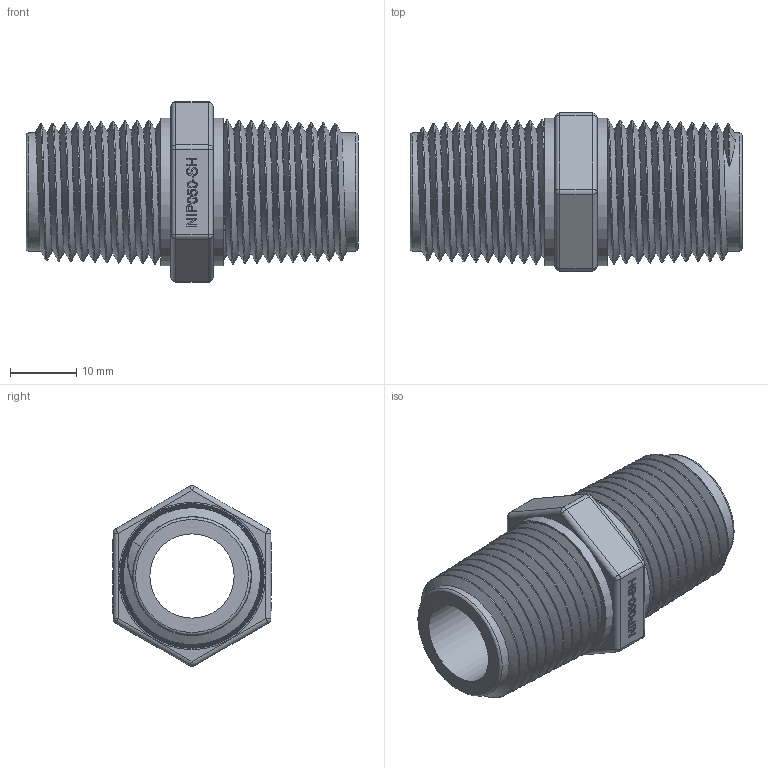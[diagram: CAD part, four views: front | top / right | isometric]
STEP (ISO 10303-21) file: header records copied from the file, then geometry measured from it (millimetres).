
FILE_DESCRIPTION(/* description */ ('1/2" x SHORT POLY NIPPLE'),/* implementation_level */ '2;1');
FILE_NAME(/* name */ 'NIP050-SH.stp',/* time_stamp */ '2023-04-18T15:52:06-04:00',/* author */ ('DLC'),/* organization */ (''),/* preprocessor_version */ 'ST-DEVELOPER v18.1',/* originating_system */ 'Autodesk Inventor 2022',/* authorisation */ '');
FILE_SCHEMA (('AUTOMOTIVE_DESIGN { 1 0 10303 214 3 1 1 }'));
Length unit declared in the file: inch
Products named in the file (2): NIP050-SH; NIP050-SHU
Assembly tree (1 placements, depth 2):
  NIP050-SH
    NIP050-SHU
Bounding box: 50.04 x 23.96 x 27.26 mm (x, y, z)
Volume: 10346.3 mm3; surface area: 7737.9 mm2
Topology: 1 solids, 1 shells, 274 faces, 704 edges, 454 vertices
Faces by surface type: plane 125, bspline 86, cone 26, cylinder 21, sphere 12, torus 4
Full cylindrical faces by diameter (mm): 12.7 x1, 22.225 x2
Entity records: 15127 total; most frequent: CARTESIAN_POINT 9041, ORIENTED_EDGE 1400, DIRECTION 920, EDGE_CURVE 700, VERTEX_POINT 454, LINE 418, VECTOR 418, EDGE_LOOP 302
